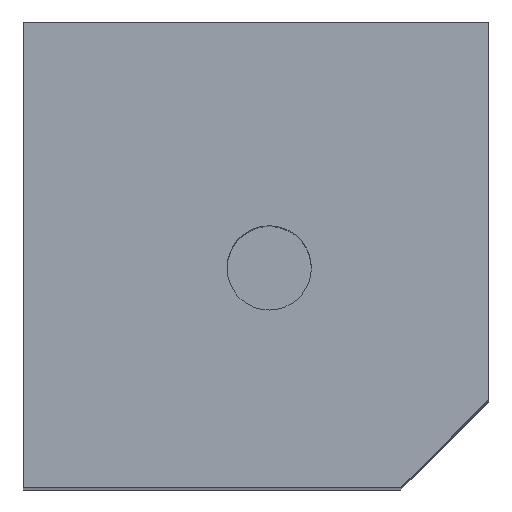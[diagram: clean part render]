
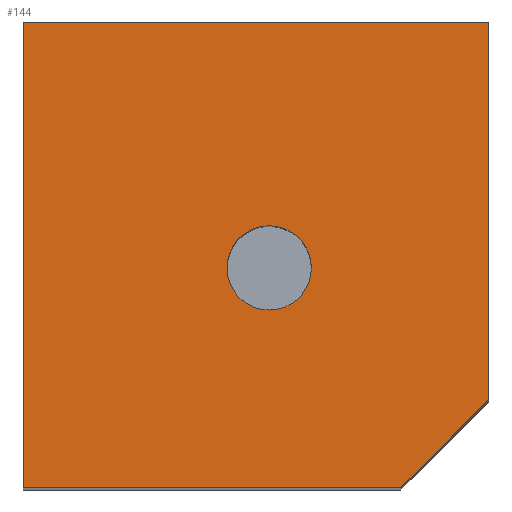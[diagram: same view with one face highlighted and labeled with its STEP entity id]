
A CAD part, top view. The second image highlights one B-rep face of the part: STEP entity #144.
In plain terms, the highlighted planar face has unit normal (0, 0, 1).
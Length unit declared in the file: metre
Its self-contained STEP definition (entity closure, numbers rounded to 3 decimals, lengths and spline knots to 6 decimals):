
#13=CIRCLE('',#167,0.0024);
#40=ORIENTED_EDGE('',*,*,#64,.F.);
#41=ORIENTED_EDGE('',*,*,#49,.T.);
#42=ORIENTED_EDGE('',*,*,#62,.F.);
#43=ORIENTED_EDGE('',*,*,#59,.F.);
#44=ORIENTED_EDGE('',*,*,#56,.F.);
#45=ORIENTED_EDGE('',*,*,#53,.T.);
#49=EDGE_CURVE('',#66,#67,#78,.T.);
#53=EDGE_CURVE('',#70,#66,#82,.T.);
#56=EDGE_CURVE('',#70,#72,#85,.T.);
#59=EDGE_CURVE('',#72,#74,#88,.F.);
#62=EDGE_CURVE('',#74,#67,#91,.T.);
#64=EDGE_CURVE('',#76,#76,#13,.T.);
#66=VERTEX_POINT('',#213);
#67=VERTEX_POINT('',#214);
#70=VERTEX_POINT('',#222);
#72=VERTEX_POINT('',#228);
#74=VERTEX_POINT('',#234);
#76=VERTEX_POINT('',#244);
#78=LINE('',#212,#93);
#82=LINE('',#221,#97);
#85=LINE('',#227,#100);
#88=LINE('',#233,#103);
#91=LINE('',#239,#106);
#93=VECTOR('',#175,1.);
#97=VECTOR('',#181,1.);
#100=VECTOR('',#186,1.);
#103=VECTOR('',#191,1.);
#106=VECTOR('',#196,1.);
#114=EDGE_LOOP('',(#40));
#115=EDGE_LOOP('',(#41,#42,#43,#44,#45));
#125=FACE_BOUND('',#114,.T.);
#126=FACE_BOUND('',#115,.T.);
#136=PLANE('',#166);
#144=ADVANCED_FACE('',(#125,#126),#136,.F.);
#166=AXIS2_PLACEMENT_3D('',#242,#200,#201);
#167=AXIS2_PLACEMENT_3D('',#243,#202,#203);
#175=DIRECTION('',(0.,-1.,0.));
#181=DIRECTION('',(-1.,0.,0.));
#186=DIRECTION('',(0.,-1.,0.));
#191=DIRECTION('',(0.707,0.707,0.));
#196=DIRECTION('',(-1.,0.,0.));
#200=DIRECTION('',(0.,0.,-1.));
#201=DIRECTION('',(1.,0.,0.));
#202=DIRECTION('',(0.,0.,1.));
#203=DIRECTION('',(-1.,0.,0.));
#212=CARTESIAN_POINT('',(0.0635,-0.07675,-0.0205));
#213=CARTESIAN_POINT('',(0.0635,-0.0635,-0.0205));
#214=CARTESIAN_POINT('',(0.0635,-0.09,-0.0205));
#221=CARTESIAN_POINT('',(0.07675,-0.0635,-0.0205));
#222=CARTESIAN_POINT('',(0.09,-0.0635,-0.0205));
#227=CARTESIAN_POINT('',(0.09,0.,-0.0205));
#228=CARTESIAN_POINT('',(0.09,-0.085,-0.0205));
#233=CARTESIAN_POINT('',(0.09,-0.085,-0.0205));
#234=CARTESIAN_POINT('',(0.085,-0.09,-0.0205));
#239=CARTESIAN_POINT('',(0.,-0.09,-0.0205));
#242=CARTESIAN_POINT('',(0.,0.,-0.0205));
#243=CARTESIAN_POINT('',(0.0775,-0.0775,-0.0205));
#244=CARTESIAN_POINT('',(0.0751,-0.0775,-0.0205));
